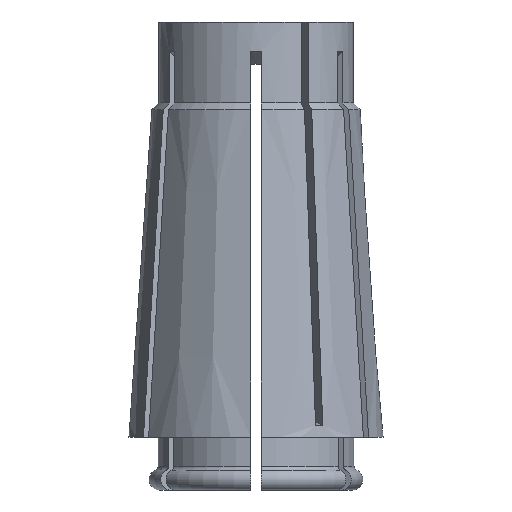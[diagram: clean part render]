
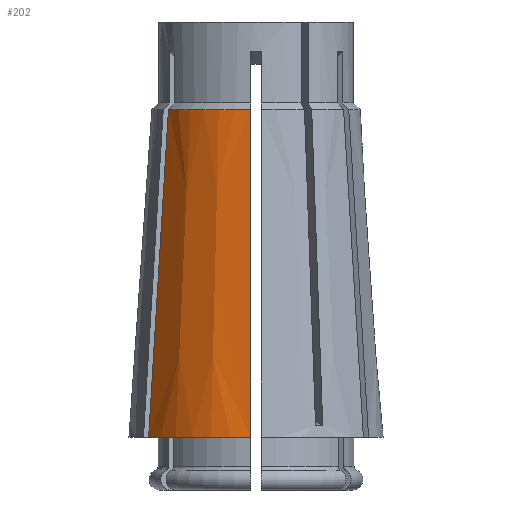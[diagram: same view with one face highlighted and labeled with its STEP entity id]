
A CAD part, front view. The second image highlights one B-rep face of the part: STEP entity #202.
In plain terms, the highlighted conical face has half-angle 4 degrees and reference radius 12.25 mm.
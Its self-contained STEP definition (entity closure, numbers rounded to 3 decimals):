
#20 = AXIS2_PLACEMENT_3D ( 'NONE', #3735, #3648, #3545 ) ;
#76 = EDGE_CURVE ( 'NONE', #2380, #1425, #163, .T. ) ;
#134 = DIRECTION ( 'NONE',  ( 0., 0., 1. ) ) ;
#163 = CIRCLE ( 'NONE', #20, 12.25 ) ;
#182 = CARTESIAN_POINT ( 'NONE',  ( -9.427, -6.02, -24.769 ) ) ;
#202 = ADVANCED_FACE ( 'NONE', ( #364 ), #2574, .T. ) ;
#364 = FACE_OUTER_BOUND ( 'NONE', #3038, .T. ) ;
#455 = CARTESIAN_POINT ( 'NONE',  ( -8.789, -5.652, -14.25 ) ) ;
#540 = ORIENTED_EDGE ( 'NONE', *, *, #2661, .F. ) ;
#621 = ORIENTED_EDGE ( 'NONE', *, *, #1511, .T. ) ;
#730 = CARTESIAN_POINT ( 'NONE',  ( -8.437, -5.449, -8.444 ) ) ;
#1147 = CARTESIAN_POINT ( 'NONE',  ( -0.5, -10.031, -8.444 ) ) ;
#1250 = DIRECTION ( 'NONE',  ( 0., 0., -1. ) ) ;
#1425 = VERTEX_POINT ( 'NONE', #1524 ) ;
#1511 = EDGE_CURVE ( 'NONE', #1425, #2328, #1674, .T. ) ;
#1524 = CARTESIAN_POINT ( 'NONE',  ( -0.5, -12.24, -40. ) ) ;
#1632 = DIRECTION ( 'NONE',  ( -1., 0., 0. ) ) ;
#1674 = B_SPLINE_CURVE_WITH_KNOTS ( 'NONE', 3,
 ( #3022, #2969, #2930, #2919, #2907, #2840, #2822, #2810, #2807, #2795 ),
 .UNSPECIFIED., .F., .F.,
 ( 4, 3, 3, 4 ),
 ( 0.018, 0.022, 0.045, 0.05 ),
 .UNSPECIFIED. ) ;
#1895 = CARTESIAN_POINT ( 'NONE',  ( 0., 0., -8.444 ) ) ;
#2120 = CARTESIAN_POINT ( 'NONE',  ( 0., 0., -40. ) ) ;
#2200 = DIRECTION ( 'NONE',  ( 1., 0., 0. ) ) ;
#2203 = AXIS2_PLACEMENT_3D ( 'NONE', #2120, #1250, #1632 ) ;
#2254 = B_SPLINE_CURVE_WITH_KNOTS ( 'NONE', 3,
 ( #2543, #3716, #182, #2255, #455, #2560, #730 ),
 .UNSPECIFIED., .F., .F.,
 ( 4, 3, 4 ),
 ( 0., 0.023, 0.032 ),
 .UNSPECIFIED. ) ;
#2255 = CARTESIAN_POINT ( 'NONE',  ( -8.965, -5.753, -17.153 ) ) ;
#2328 = VERTEX_POINT ( 'NONE', #1147 ) ;
#2380 = VERTEX_POINT ( 'NONE', #2407 ) ;
#2407 = CARTESIAN_POINT ( 'NONE',  ( -10.35, -6.553, -40. ) ) ;
#2543 = CARTESIAN_POINT ( 'NONE',  ( -10.35, -6.553, -40. ) ) ;
#2553 = VERTEX_POINT ( 'NONE', #3076 ) ;
#2560 = CARTESIAN_POINT ( 'NONE',  ( -8.613, -5.55, -11.347 ) ) ;
#2574 = CONICAL_SURFACE ( 'NONE', #2203, 12.25, 0.07 ) ;
#2661 = EDGE_CURVE ( 'NONE', #2380, #2553, #2254, .T. ) ;
#2795 = CARTESIAN_POINT ( 'NONE',  ( -0.5, -10.031, -8.444 ) ) ;
#2807 = CARTESIAN_POINT ( 'NONE',  ( -0.5, -10.151, -10.152 ) ) ;
#2808 = ORIENTED_EDGE ( 'NONE', *, *, #76, .T. ) ;
#2810 = CARTESIAN_POINT ( 'NONE',  ( -0.5, -10.27, -11.86 ) ) ;
#2822 = CARTESIAN_POINT ( 'NONE',  ( -0.5, -10.39, -13.568 ) ) ;
#2840 = CARTESIAN_POINT ( 'NONE',  ( -0.5, -10.91, -21.004 ) ) ;
#2907 = CARTESIAN_POINT ( 'NONE',  ( -0.5, -11.431, -28.441 ) ) ;
#2919 = CARTESIAN_POINT ( 'NONE',  ( -0.5, -11.951, -35.877 ) ) ;
#2930 = CARTESIAN_POINT ( 'NONE',  ( -0.5, -12.048, -37.251 ) ) ;
#2969 = CARTESIAN_POINT ( 'NONE',  ( -0.5, -12.144, -38.626 ) ) ;
#3022 = CARTESIAN_POINT ( 'NONE',  ( -0.5, -12.24, -40. ) ) ;
#3038 = EDGE_LOOP ( 'NONE', ( #540, #2808, #621, #3268 ) ) ;
#3076 = CARTESIAN_POINT ( 'NONE',  ( -8.437, -5.449, -8.444 ) ) ;
#3268 = ORIENTED_EDGE ( 'NONE', *, *, #3743, .F. ) ;
#3280 = CIRCLE ( 'NONE', #3511, 10.044 ) ;
#3511 = AXIS2_PLACEMENT_3D ( 'NONE', #1895, #134, #2200 ) ;
#3545 = DIRECTION ( 'NONE',  ( 1., 0., 0. ) ) ;
#3648 = DIRECTION ( 'NONE',  ( 0., 0., 1. ) ) ;
#3716 = CARTESIAN_POINT ( 'NONE',  ( -9.889, -6.287, -32.384 ) ) ;
#3735 = CARTESIAN_POINT ( 'NONE',  ( 0., 0., -40. ) ) ;
#3743 = EDGE_CURVE ( 'NONE', #2553, #2328, #3280, .T. ) ;
